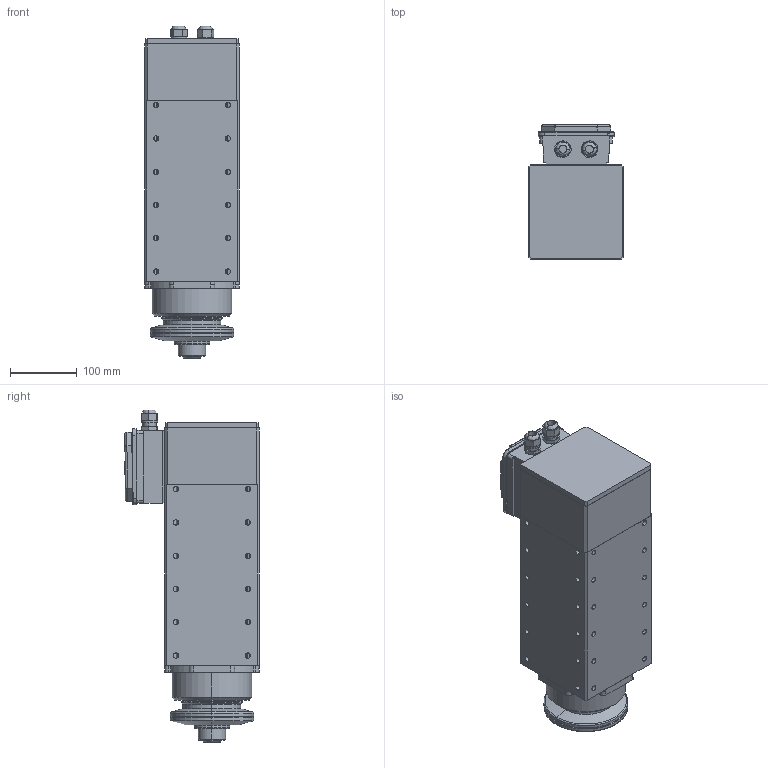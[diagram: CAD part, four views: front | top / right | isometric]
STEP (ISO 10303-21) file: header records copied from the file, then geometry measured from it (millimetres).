
FILE_DESCRIPTION (( 'STEP AP203' ), '1' );
FILE_NAME ('GDF71-3Z-4.5.STEP', '2022-12-05T03:28:49', ( '' ), ( '' ), 'SwSTEP 2.0', 'SolidWorks 2019', '' );
FILE_SCHEMA (( 'CONFIG_CONTROL_DESIGN' ));
Length unit declared in the file: millimetre
Products named in the file (8): GDF7-3Z-5.8f瑞欶; 萇埭羲壽M16; GDF71-3Z-5.8堤盄碟裔; GDF7-3Z-5.8儂裔; GDF7-3Z-5.8儂褲; GDF71-3Z-5.8堤盄碟菁; GDF7-3Z-5.8嘐隅楊擘攫; GDF71-3Z-4.5
Assembly tree (8 placements, depth 2):
  GDF71-3Z-4.5
    GDF7-3Z-5.8儂褲
    GDF7-3Z-5.8f瑞欶
    GDF7-3Z-5.8儂裔
    GDF7-3Z-5.8嘐隅楊擘攫
    GDF71-3Z-5.8堤盄碟菁
    GDF71-3Z-5.8堤盄碟裔
    萇埭羲壽M16  x2
Bounding box: 142 x 201.94 x 499.01 mm (x, y, z)
Volume: 4295699.6 mm3; surface area: 736818.3 mm2
Topology: 8 solids, 8 shells, 852 faces, 2360 edges, 1519 vertices
Faces by surface type: cylinder 402, plane 364, cone 48, bspline 38
Entity records: 27874 total; most frequent: CARTESIAN_POINT 6045, ORIENTED_EDGE 4480, DIRECTION 4380, EDGE_CURVE 2240, AXIS2_PLACEMENT_3D 1556, VERTEX_POINT 1453, VECTOR 1268, LINE 1268
